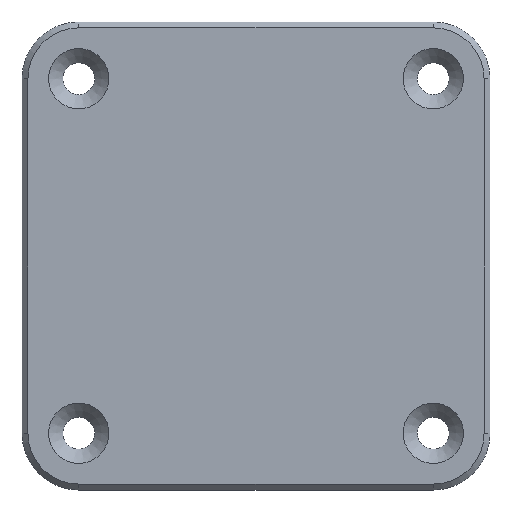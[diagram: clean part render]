
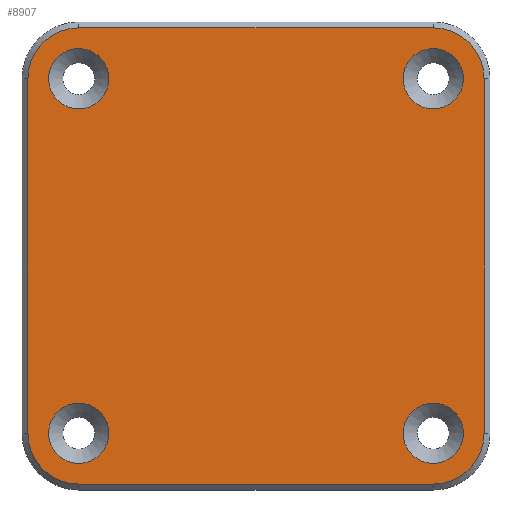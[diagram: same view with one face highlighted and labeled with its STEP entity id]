
A CAD part, top view. The second image highlights one B-rep face of the part: STEP entity #8907.
In plain terms, the highlighted planar face has unit normal (0, 0, 1).
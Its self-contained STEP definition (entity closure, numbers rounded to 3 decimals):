
#486=FACE_BOUND('',#2151,.T.);
#487=FACE_BOUND('',#2152,.T.);
#488=FACE_BOUND('',#2153,.T.);
#489=FACE_BOUND('',#2154,.T.);
#922=CIRCLE('',#9697,4.3);
#923=CIRCLE('',#9700,4.3);
#924=CIRCLE('',#9703,4.3);
#926=CIRCLE('',#9707,4.3);
#928=CIRCLE('',#9711,2.55);
#929=CIRCLE('',#9712,2.55);
#930=CIRCLE('',#9713,2.55);
#931=CIRCLE('',#9714,2.55);
#1576=FACE_OUTER_BOUND('',#2150,.T.);
#2150=EDGE_LOOP('',(#6225,#6226,#6227,#6228,#6229,#6230,#6231,#6232));
#2151=EDGE_LOOP('',(#6233));
#2152=EDGE_LOOP('',(#6234));
#2153=EDGE_LOOP('',(#6235));
#2154=EDGE_LOOP('',(#6236));
#2734=LINE('',#14334,#3173);
#2739=LINE('',#14345,#3178);
#2742=LINE('',#14353,#3181);
#2745=LINE('',#14364,#3184);
#3173=VECTOR('',#11265,10.);
#3178=VECTOR('',#11276,10.);
#3181=VECTOR('',#11285,10.);
#3184=VECTOR('',#11296,10.);
#3813=VERTEX_POINT('',#14331);
#3814=VERTEX_POINT('',#14333);
#3816=VERTEX_POINT('',#14339);
#3817=VERTEX_POINT('',#14343);
#3818=VERTEX_POINT('',#14347);
#3819=VERTEX_POINT('',#14351);
#3821=VERTEX_POINT('',#14356);
#3823=VERTEX_POINT('',#14362);
#3824=VERTEX_POINT('',#14372);
#3825=VERTEX_POINT('',#14374);
#3826=VERTEX_POINT('',#14376);
#3827=VERTEX_POINT('',#14378);
#4718=EDGE_CURVE('',#3813,#3814,#2734,.T.);
#4722=EDGE_CURVE('',#3816,#3813,#922,.T.);
#4724=EDGE_CURVE('',#3817,#3816,#2739,.T.);
#4726=EDGE_CURVE('',#3818,#3817,#923,.T.);
#4728=EDGE_CURVE('',#3819,#3818,#2742,.T.);
#4730=EDGE_CURVE('',#3821,#3819,#924,.T.);
#4733=EDGE_CURVE('',#3823,#3821,#2745,.T.);
#4735=EDGE_CURVE('',#3814,#3823,#926,.T.);
#4738=EDGE_CURVE('',#3824,#3824,#928,.T.);
#4739=EDGE_CURVE('',#3825,#3825,#929,.T.);
#4740=EDGE_CURVE('',#3826,#3826,#930,.T.);
#4741=EDGE_CURVE('',#3827,#3827,#931,.T.);
#6225=ORIENTED_EDGE('',*,*,#4718,.F.);
#6226=ORIENTED_EDGE('',*,*,#4722,.F.);
#6227=ORIENTED_EDGE('',*,*,#4724,.F.);
#6228=ORIENTED_EDGE('',*,*,#4726,.F.);
#6229=ORIENTED_EDGE('',*,*,#4728,.F.);
#6230=ORIENTED_EDGE('',*,*,#4730,.F.);
#6231=ORIENTED_EDGE('',*,*,#4733,.F.);
#6232=ORIENTED_EDGE('',*,*,#4735,.F.);
#6233=ORIENTED_EDGE('',*,*,#4738,.F.);
#6234=ORIENTED_EDGE('',*,*,#4739,.F.);
#6235=ORIENTED_EDGE('',*,*,#4740,.F.);
#6236=ORIENTED_EDGE('',*,*,#4741,.F.);
#8839=PLANE('',#9710);
#8907=ADVANCED_FACE('',(#1576,#486,#487,#488,#489),#8839,.T.);
#9697=AXIS2_PLACEMENT_3D('',#14341,#11271,#11272);
#9700=AXIS2_PLACEMENT_3D('',#14349,#11280,#11281);
#9703=AXIS2_PLACEMENT_3D('',#14358,#11289,#11290);
#9707=AXIS2_PLACEMENT_3D('',#14367,#11300,#11301);
#9710=AXIS2_PLACEMENT_3D('',#14371,#11307,#11308);
#9711=AXIS2_PLACEMENT_3D('',#14373,#11309,#11310);
#9712=AXIS2_PLACEMENT_3D('',#14375,#11311,#11312);
#9713=AXIS2_PLACEMENT_3D('',#14377,#11313,#11314);
#9714=AXIS2_PLACEMENT_3D('',#14379,#11315,#11316);
#11265=DIRECTION('',(0.,1.,0.));
#11271=DIRECTION('center_axis',(0.,0.,-1.));
#11272=DIRECTION('ref_axis',(-1.,0.,0.));
#11276=DIRECTION('',(-1.,0.,0.));
#11280=DIRECTION('center_axis',(0.,0.,-1.));
#11281=DIRECTION('ref_axis',(0.,-1.,0.));
#11285=DIRECTION('',(0.,-1.,0.));
#11289=DIRECTION('center_axis',(0.,0.,-1.));
#11290=DIRECTION('ref_axis',(1.,0.,0.));
#11296=DIRECTION('',(1.,0.,0.));
#11300=DIRECTION('center_axis',(0.,0.,-1.));
#11301=DIRECTION('ref_axis',(0.,1.,0.));
#11307=DIRECTION('center_axis',(0.,0.,1.));
#11308=DIRECTION('ref_axis',(1.,0.,0.));
#11309=DIRECTION('center_axis',(0.,0.,1.));
#11310=DIRECTION('ref_axis',(1.,0.,0.));
#11311=DIRECTION('center_axis',(0.,0.,1.));
#11312=DIRECTION('ref_axis',(1.,0.,0.));
#11313=DIRECTION('center_axis',(0.,0.,1.));
#11314=DIRECTION('ref_axis',(1.,0.,0.));
#11315=DIRECTION('center_axis',(0.,0.,1.));
#11316=DIRECTION('ref_axis',(1.,0.,0.));
#14331=CARTESIAN_POINT('',(75.95,-53.15,-7.));
#14333=CARTESIAN_POINT('',(75.95,-23.15,-7.));
#14334=CARTESIAN_POINT('',(75.95,-45.65,-7.));
#14339=CARTESIAN_POINT('',(80.25,-57.45,-7.));
#14341=CARTESIAN_POINT('Origin',(80.25,-53.15,-7.));
#14343=CARTESIAN_POINT('',(110.25,-57.45,-7.));
#14345=CARTESIAN_POINT('',(102.75,-57.45,-7.));
#14347=CARTESIAN_POINT('',(114.55,-53.15,-7.));
#14349=CARTESIAN_POINT('Origin',(110.25,-53.15,-7.));
#14351=CARTESIAN_POINT('',(114.55,-23.15,-7.));
#14353=CARTESIAN_POINT('',(114.55,-30.65,-7.));
#14356=CARTESIAN_POINT('',(110.25,-18.85,-7.));
#14358=CARTESIAN_POINT('Origin',(110.25,-23.15,-7.));
#14362=CARTESIAN_POINT('',(80.25,-18.85,-7.));
#14364=CARTESIAN_POINT('',(87.75,-18.85,-7.));
#14367=CARTESIAN_POINT('Origin',(80.25,-23.15,-7.));
#14371=CARTESIAN_POINT('Origin',(95.25,-38.15,-7.));
#14372=CARTESIAN_POINT('',(77.7,-23.15,-7.));
#14373=CARTESIAN_POINT('Origin',(80.25,-23.15,-7.));
#14374=CARTESIAN_POINT('',(107.7,-53.15,-7.));
#14375=CARTESIAN_POINT('Origin',(110.25,-53.15,-7.));
#14376=CARTESIAN_POINT('',(77.7,-53.15,-7.));
#14377=CARTESIAN_POINT('Origin',(80.25,-53.15,-7.));
#14378=CARTESIAN_POINT('',(107.7,-23.15,-7.));
#14379=CARTESIAN_POINT('Origin',(110.25,-23.15,-7.));
